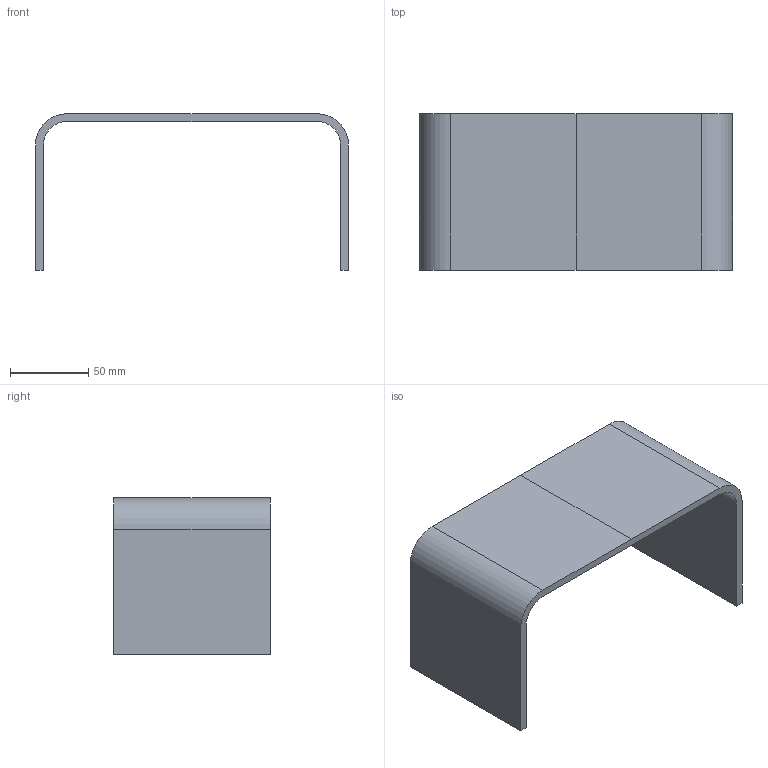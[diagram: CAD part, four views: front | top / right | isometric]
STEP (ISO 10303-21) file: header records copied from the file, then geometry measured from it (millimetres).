
FILE_DESCRIPTION(('FreeCAD Model'),'2;1');
FILE_NAME('Open CASCADE Shape Model','2023-01-20T19:02:18',(''),(''), 'Open CASCADE STEP processor 7.6','FreeCAD','Unknown');
FILE_SCHEMA(('AUTOMOTIVE_DESIGN { 1 0 10303 214 1 1 1 1 }'));
Length unit declared in the file: millimetre
Products named in the file (1): Slice
Bounding box: 200 x 100 x 100 mm (x, y, z)
Volume: 187488.9 mm3; surface area: 79745.4 mm2
Topology: 1 solids, 1 shells, 15 faces, 39 edges, 26 vertices
Faces by surface type: plane 11, cylinder 4
Entity records: 996 total; most frequent: CARTESIAN_POINT 189, DIRECTION 147, LINE 95, VECTOR 95, ORIENTED_EDGE 78, PCURVE 78, DEFINITIONAL_REPRESENTATION 78, EDGE_CURVE 39
